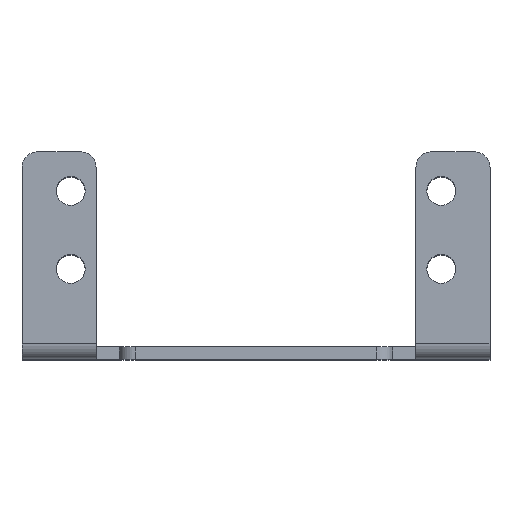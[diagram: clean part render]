
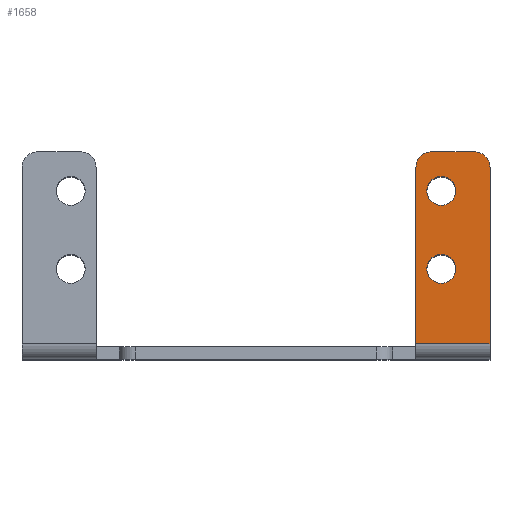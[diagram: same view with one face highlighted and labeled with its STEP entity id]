
A CAD part, top view. The second image highlights one B-rep face of the part: STEP entity #1658.
In plain terms, the highlighted planar face has unit normal (0, 0, 1).
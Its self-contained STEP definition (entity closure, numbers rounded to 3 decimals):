
#80=FACE_BOUND('',#254,.T.);
#81=FACE_BOUND('',#255,.T.);
#141=FACE_OUTER_BOUND('',#253,.T.);
#253=EDGE_LOOP('',(#1146,#1147,#1148,#1149,#1150,#1151));
#254=EDGE_LOOP('',(#1152));
#255=EDGE_LOOP('',(#1153));
#424=LINE('',#2534,#544);
#425=LINE('',#2536,#545);
#426=LINE('',#2538,#546);
#427=LINE('',#2541,#547);
#544=VECTOR('',#2025,22.6);
#545=VECTOR('',#2026,9.5);
#546=VECTOR('',#2027,22.6);
#547=VECTOR('',#2030,5.5);
#668=CIRCLE('',#1781,2.);
#669=CIRCLE('',#1782,2.);
#670=CIRCLE('',#1783,1.85);
#671=CIRCLE('',#1784,1.85);
#782=VERTEX_POINT('',#2530);
#783=VERTEX_POINT('',#2531);
#784=VERTEX_POINT('',#2533);
#785=VERTEX_POINT('',#2535);
#786=VERTEX_POINT('',#2537);
#787=VERTEX_POINT('',#2539);
#788=VERTEX_POINT('',#2542);
#789=VERTEX_POINT('',#2544);
#932=EDGE_CURVE('',#782,#783,#668,.T.);
#933=EDGE_CURVE('',#784,#783,#424,.T.);
#934=EDGE_CURVE('',#784,#785,#425,.T.);
#935=EDGE_CURVE('',#785,#786,#426,.T.);
#936=EDGE_CURVE('',#786,#787,#669,.T.);
#937=EDGE_CURVE('',#782,#787,#427,.T.);
#938=EDGE_CURVE('',#788,#788,#670,.T.);
#939=EDGE_CURVE('',#789,#789,#671,.T.);
#1146=ORIENTED_EDGE('',*,*,#932,.T.);
#1147=ORIENTED_EDGE('',*,*,#933,.F.);
#1148=ORIENTED_EDGE('',*,*,#934,.T.);
#1149=ORIENTED_EDGE('',*,*,#935,.T.);
#1150=ORIENTED_EDGE('',*,*,#936,.T.);
#1151=ORIENTED_EDGE('',*,*,#937,.F.);
#1152=ORIENTED_EDGE('',*,*,#938,.T.);
#1153=ORIENTED_EDGE('',*,*,#939,.T.);
#1518=PLANE('',#1780);
#1658=ADVANCED_FACE('',(#141,#80,#81),#1518,.F.);
#1780=AXIS2_PLACEMENT_3D('',#2529,#2021,#2022);
#1781=AXIS2_PLACEMENT_3D('',#2532,#2023,#2024);
#1782=AXIS2_PLACEMENT_3D('',#2540,#2028,#2029);
#1783=AXIS2_PLACEMENT_3D('',#2543,#2031,#2032);
#1784=AXIS2_PLACEMENT_3D('',#2545,#2033,#2034);
#2021=DIRECTION('center_axis',(0.,0.,-1.));
#2022=DIRECTION('ref_axis',(-1.,0.,0.));
#2023=DIRECTION('center_axis',(0.,0.,1.));
#2024=DIRECTION('ref_axis',(0.,1.,0.));
#2025=DIRECTION('',(0.,1.,0.));
#2026=DIRECTION('',(1.,0.,0.));
#2027=DIRECTION('',(0.,1.,0.));
#2028=DIRECTION('center_axis',(0.,0.,1.));
#2029=DIRECTION('ref_axis',(1.,0.,0.));
#2030=DIRECTION('',(1.,0.,0.));
#2031=DIRECTION('center_axis',(0.,0.,-1.));
#2032=DIRECTION('ref_axis',(1.,0.,0.));
#2033=DIRECTION('center_axis',(0.,0.,-1.));
#2034=DIRECTION('ref_axis',(1.,0.,0.));
#2529=CARTESIAN_POINT('Origin',(50.5,2.,0.));
#2530=CARTESIAN_POINT('',(52.5,26.6,0.));
#2531=CARTESIAN_POINT('',(50.5,24.6,0.));
#2532=CARTESIAN_POINT('Origin',(52.5,24.6,0.));
#2533=CARTESIAN_POINT('',(50.5,2.,0.));
#2534=CARTESIAN_POINT('',(50.5,2.,0.));
#2535=CARTESIAN_POINT('',(60.,2.,0.));
#2536=CARTESIAN_POINT('',(50.5,2.,0.));
#2537=CARTESIAN_POINT('',(60.,24.6,0.));
#2538=CARTESIAN_POINT('',(60.,2.,0.));
#2539=CARTESIAN_POINT('',(58.,26.6,0.));
#2540=CARTESIAN_POINT('Origin',(58.,24.6,0.));
#2541=CARTESIAN_POINT('',(52.5,26.6,0.));
#2542=CARTESIAN_POINT('',(55.6,21.6,0.));
#2543=CARTESIAN_POINT('Origin',(53.75,21.6,0.));
#2544=CARTESIAN_POINT('',(55.6,11.6,0.));
#2545=CARTESIAN_POINT('Origin',(53.75,11.6,0.));
